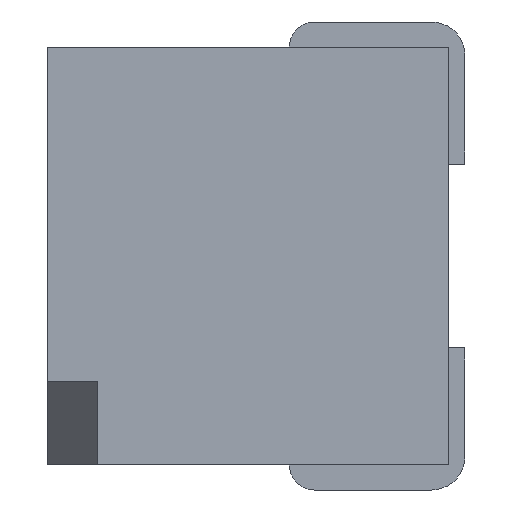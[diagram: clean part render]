
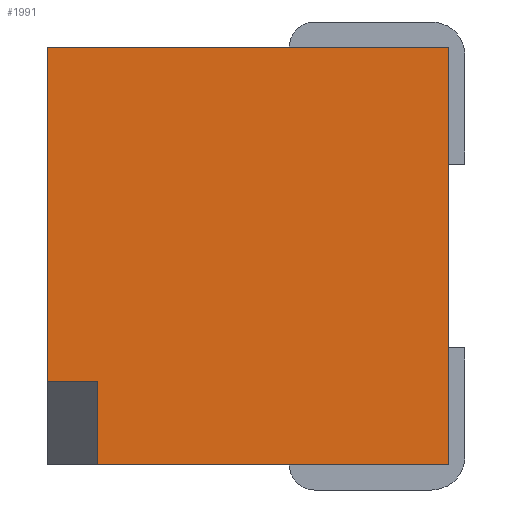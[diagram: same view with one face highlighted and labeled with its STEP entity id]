
A CAD part, left-side view. The second image highlights one B-rep face of the part: STEP entity #1991.
In plain terms, the highlighted planar face has unit normal (-1, 0, 0).
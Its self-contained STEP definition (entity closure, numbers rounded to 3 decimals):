
#23 = ORIENTED_EDGE ( 'NONE', *, *, #2561, .F. ) ;
#32 = VECTOR ( 'NONE', #958, 1000. ) ;
#73 = EDGE_CURVE ( 'NONE', #2510, #1979, #450, .T. ) ;
#81 = EDGE_LOOP ( 'NONE', ( #1303, #23, #2706, #1336, #2357, #151 ) ) ;
#151 = ORIENTED_EDGE ( 'NONE', *, *, #1570, .F. ) ;
#191 = LINE ( 'NONE', #1271, #1834 ) ;
#218 = LINE ( 'NONE', #2364, #1867 ) ;
#352 = VECTOR ( 'NONE', #1512, 1000. ) ;
#413 = DIRECTION ( 'NONE',  ( 0., -1., 0. ) ) ;
#423 = LINE ( 'NONE', #1467, #352 ) ;
#450 = LINE ( 'NONE', #1920, #1697 ) ;
#583 = CARTESIAN_POINT ( 'NONE',  ( -2.7, 2.2, -1.25 ) ) ;
#641 = EDGE_CURVE ( 'NONE', #1714, #670, #218, .T. ) ;
#670 = VERTEX_POINT ( 'NONE', #2180 ) ;
#702 = AXIS2_PLACEMENT_3D ( 'NONE', #2460, #999, #2406 ) ;
#743 = LINE ( 'NONE', #1472, #32 ) ;
#834 = VERTEX_POINT ( 'NONE', #2243 ) ;
#958 = DIRECTION ( 'NONE',  ( 0., 0., 1. ) ) ;
#999 = DIRECTION ( 'NONE',  ( 1., 0., 0. ) ) ;
#1003 = CARTESIAN_POINT ( 'NONE',  ( -2.7, 2.5, 1.25 ) ) ;
#1020 = CARTESIAN_POINT ( 'NONE',  ( -2.7, 2.5, -0.75 ) ) ;
#1040 = EDGE_CURVE ( 'NONE', #834, #2680, #191, .T. ) ;
#1171 = FACE_OUTER_BOUND ( 'NONE', #81, .T. ) ;
#1271 = CARTESIAN_POINT ( 'NONE',  ( -2.7, 10.951, -0.75 ) ) ;
#1303 = ORIENTED_EDGE ( 'NONE', *, *, #1040, .F. ) ;
#1336 = ORIENTED_EDGE ( 'NONE', *, *, #2210, .T. ) ;
#1467 = CARTESIAN_POINT ( 'NONE',  ( -2.7, 2.5, 1.25 ) ) ;
#1472 = CARTESIAN_POINT ( 'NONE',  ( -2.7, 2.2, 1.25 ) ) ;
#1479 = DIRECTION ( 'NONE',  ( 0., 1., 0. ) ) ;
#1512 = DIRECTION ( 'NONE',  ( 0., 0., 1. ) ) ;
#1570 = EDGE_CURVE ( 'NONE', #2680, #2510, #423, .T. ) ;
#1697 = VECTOR ( 'NONE', #413, 1000. ) ;
#1714 = VERTEX_POINT ( 'NONE', #583 ) ;
#1834 = VECTOR ( 'NONE', #1479, 1000. ) ;
#1846 = PLANE ( 'NONE',  #702 ) ;
#1867 = VECTOR ( 'NONE', #1959, 1000. ) ;
#1920 = CARTESIAN_POINT ( 'NONE',  ( -2.7, 10.951, 1.25 ) ) ;
#1959 = DIRECTION ( 'NONE',  ( 0., -1., 0. ) ) ;
#1979 = VERTEX_POINT ( 'NONE', #2205 ) ;
#1991 = ADVANCED_FACE ( 'NONE', ( #1171 ), #1846, .F. ) ;
#2180 = CARTESIAN_POINT ( 'NONE',  ( -2.7, 0.1, -1.25 ) ) ;
#2199 = DIRECTION ( 'NONE',  ( 0., 0., 1. ) ) ;
#2205 = CARTESIAN_POINT ( 'NONE',  ( -2.7, 0.1, 1.25 ) ) ;
#2210 = EDGE_CURVE ( 'NONE', #670, #1979, #2700, .T. ) ;
#2213 = CARTESIAN_POINT ( 'NONE',  ( -2.7, 0.1, 0. ) ) ;
#2243 = CARTESIAN_POINT ( 'NONE',  ( -2.7, 2.2, -0.75 ) ) ;
#2357 = ORIENTED_EDGE ( 'NONE', *, *, #73, .F. ) ;
#2364 = CARTESIAN_POINT ( 'NONE',  ( -2.7, 10.951, -1.25 ) ) ;
#2406 = DIRECTION ( 'NONE',  ( 0., 0., -1. ) ) ;
#2460 = CARTESIAN_POINT ( 'NONE',  ( -2.7, 10.951, 1.25 ) ) ;
#2510 = VERTEX_POINT ( 'NONE', #1003 ) ;
#2561 = EDGE_CURVE ( 'NONE', #1714, #834, #743, .T. ) ;
#2642 = VECTOR ( 'NONE', #2199, 1000. ) ;
#2680 = VERTEX_POINT ( 'NONE', #1020 ) ;
#2700 = LINE ( 'NONE', #2213, #2642 ) ;
#2706 = ORIENTED_EDGE ( 'NONE', *, *, #641, .T. ) ;
